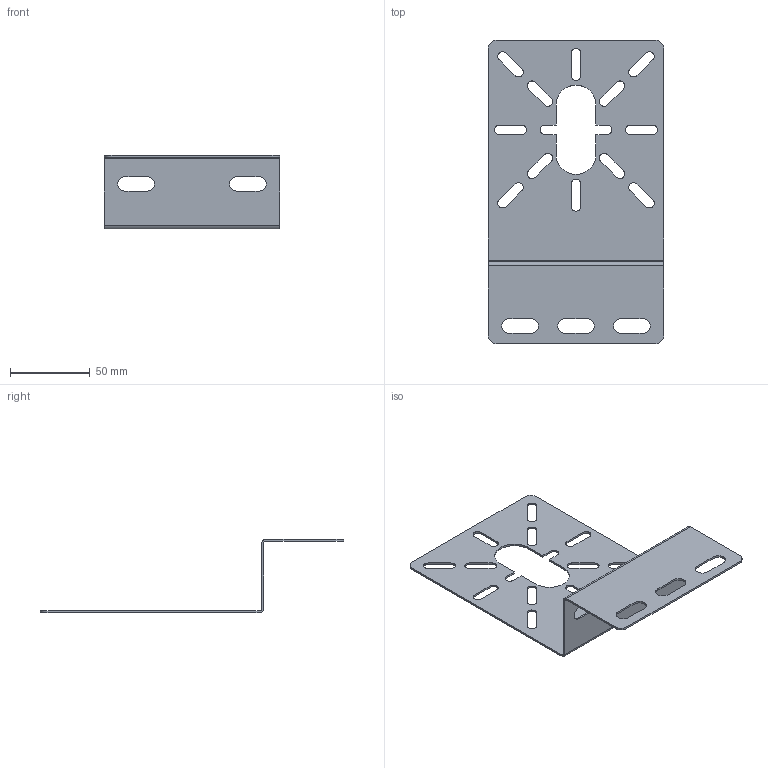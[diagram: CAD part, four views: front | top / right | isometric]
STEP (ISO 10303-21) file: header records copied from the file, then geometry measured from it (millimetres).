
FILE_DESCRIPTION((''),'2;1');
FILE_NAME('BZ','2020-03-31T14:45:47',('tomasz.grudniewski'),(''),'CREO PARAMETRIC BY PTC INC, 2019080','CREO PARAMETRIC BY PTC INC, 2019080','');
FILE_SCHEMA(('CONFIG_CONTROL_DESIGN'));
Length unit declared in the file: millimetre
Products named in the file (1): BZ
Bounding box: 110 x 190 x 46.2 mm (x, y, z)
Volume: 26382.1 mm3; surface area: 46006.8 mm2
Topology: 1 solids, 1 shells, 106 faces, 296 edges, 192 vertices
Faces by surface type: plane 60, cylinder 46
Entity records: 3514 total; most frequent: DIRECTION 600, CARTESIAN_POINT 594, ORIENTED_EDGE 592, EDGE_CURVE 296, VECTOR 204, LINE 204, AXIS2_PLACEMENT_3D 198, VERTEX_POINT 192
